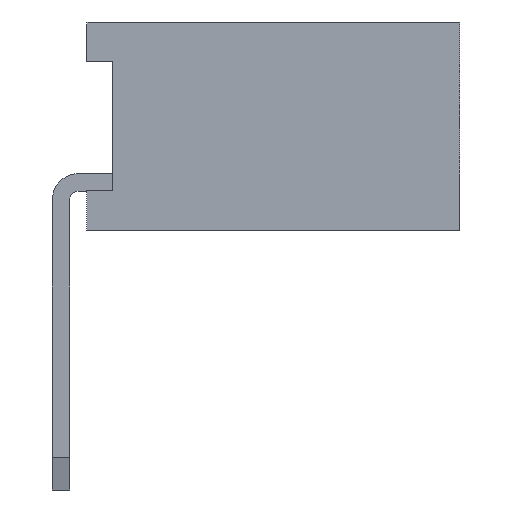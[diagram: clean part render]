
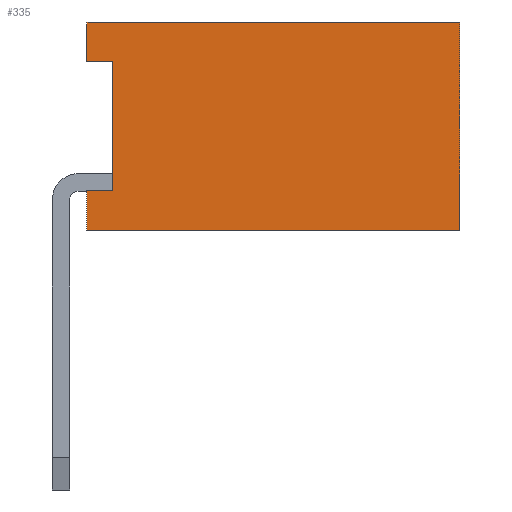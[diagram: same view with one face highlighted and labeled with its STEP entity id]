
A CAD part, left-side view. The second image highlights one B-rep face of the part: STEP entity #335.
In plain terms, the highlighted planar face has unit normal (-1, 0, 0).
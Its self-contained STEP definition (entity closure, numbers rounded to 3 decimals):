
#335=ADVANCED_FACE('',(#12694),#12696,.T.);
#12694=FACE_BOUND('',#12695,.T.);
#12695=EDGE_LOOP('',(#22547,#22548,#22549,#22550,#22551,#22552,#22553,#22554));
#12696=PLANE('',#12697);
#12697=AXIS2_PLACEMENT_3D('',#12698,#12699,#12700);
#12698=CARTESIAN_POINT('',(-1.,-4.6,0.));
#12699=DIRECTION('',(-1.,0.,0.));
#12700=DIRECTION('',(0.,0.,1.));
#22547=ORIENTED_EDGE('',*,*,#29921,.T.);
#22548=ORIENTED_EDGE('',*,*,#30017,.T.);
#22549=ORIENTED_EDGE('',*,*,#29830,.T.);
#22550=ORIENTED_EDGE('',*,*,#30016,.F.);
#22551=ORIENTED_EDGE('',*,*,#30018,.F.);
#22552=ORIENTED_EDGE('',*,*,#30019,.T.);
#22553=ORIENTED_EDGE('',*,*,#30020,.T.);
#22554=ORIENTED_EDGE('',*,*,#30011,.F.);
#29830=EDGE_CURVE('',#33573,#33570,#33574,.F.);
#29921=EDGE_CURVE('',#33755,#33753,#33756,.F.);
#30011=EDGE_CURVE('',#33755,#33928,#33929,.T.);
#30016=EDGE_CURVE('',#33935,#33570,#33937,.T.);
#30017=EDGE_CURVE('',#33753,#33573,#33938,.T.);
#30018=EDGE_CURVE('',#33939,#33935,#33940,.T.);
#30019=EDGE_CURVE('',#33939,#33941,#33942,.T.);
#30020=EDGE_CURVE('',#33941,#33928,#33943,.T.);
#33570=VERTEX_POINT('',#39721);
#33573=VERTEX_POINT('',#39726);
#33574=LINE('',#39727,#39728);
#33753=VERTEX_POINT('',#40086);
#33755=VERTEX_POINT('',#40090);
#33756=LINE('',#40091,#40092);
#33928=VERTEX_POINT('',#40443);
#33929=LINE('',#40444,#40445);
#33935=VERTEX_POINT('',#40458);
#33937=LINE('',#40462,#40463);
#33938=LINE('',#40465,#40466);
#33939=VERTEX_POINT('',#40468);
#33940=LINE('',#40469,#40470);
#33941=VERTEX_POINT('',#40472);
#33942=LINE('',#40473,#40474);
#33943=LINE('',#40476,#40477);
#39721=CARTESIAN_POINT('',(-1.,-0.3,0.45));
#39726=CARTESIAN_POINT('',(-1.,-0.6,0.45));
#39727=CARTESIAN_POINT('',(-1.,-0.3,0.45));
#39728=VECTOR('',#39729,1.);
#39729=DIRECTION('',(0.,-1.,0.));
#40086=CARTESIAN_POINT('',(-1.,-0.6,1.95));
#40090=CARTESIAN_POINT('',(-1.,-0.3,1.95));
#40091=CARTESIAN_POINT('',(-1.,-0.6,1.95));
#40092=VECTOR('',#40093,1.);
#40093=DIRECTION('',(0.,1.,0.));
#40443=CARTESIAN_POINT('',(-1.,-0.3,2.4));
#40444=CARTESIAN_POINT('',(-1.,-0.3,1.95));
#40445=VECTOR('',#40446,1.);
#40446=DIRECTION('',(0.,0.,1.));
#40458=CARTESIAN_POINT('',(-1.,-0.3,0.));
#40462=CARTESIAN_POINT('',(-1.,-0.3,0.));
#40463=VECTOR('',#40464,1.);
#40464=DIRECTION('',(0.,0.,1.));
#40465=CARTESIAN_POINT('',(-1.,-0.6,1.95));
#40466=VECTOR('',#40467,1.);
#40467=DIRECTION('',(0.,0.,-1.));
#40468=CARTESIAN_POINT('',(-1.,-4.6,0.));
#40469=CARTESIAN_POINT('',(-1.,-4.6,0.));
#40470=VECTOR('',#40471,1.);
#40471=DIRECTION('',(0.,1.,0.));
#40472=CARTESIAN_POINT('',(-1.,-4.6,2.4));
#40473=CARTESIAN_POINT('',(-1.,-4.6,0.));
#40474=VECTOR('',#40475,1.);
#40475=DIRECTION('',(0.,0.,1.));
#40476=CARTESIAN_POINT('',(-1.,-4.6,2.4));
#40477=VECTOR('',#40478,1.);
#40478=DIRECTION('',(0.,1.,0.));
